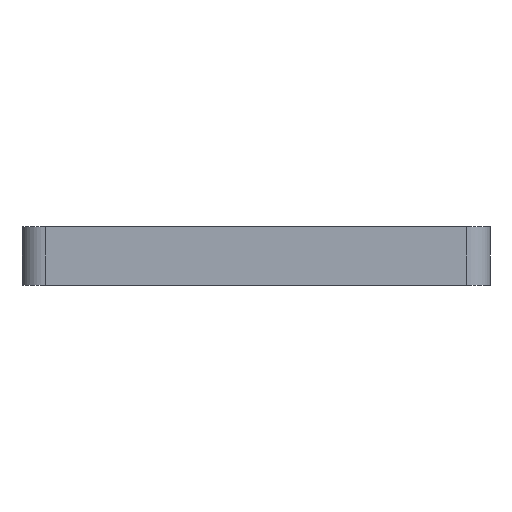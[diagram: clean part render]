
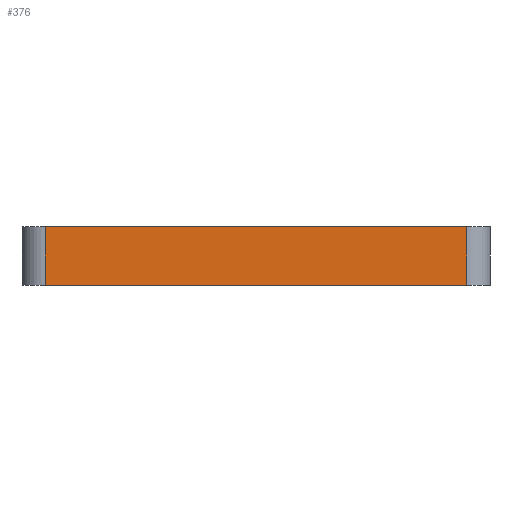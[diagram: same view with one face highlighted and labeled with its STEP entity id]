
A CAD part, left-side view. The second image highlights one B-rep face of the part: STEP entity #376.
In plain terms, the highlighted planar face has unit normal (-1, 0, 0).
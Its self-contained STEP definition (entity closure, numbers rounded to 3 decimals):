
#34 = VERTEX_POINT ( 'NONE', #666 ) ;
#62 = DIRECTION ( 'NONE',  ( 0., -1., 0. ) ) ;
#86 = DIRECTION ( 'NONE',  ( 0., 0., 1. ) ) ;
#129 = ORIENTED_EDGE ( 'NONE', *, *, #860, .F. ) ;
#145 = PLANE ( 'NONE',  #409 ) ;
#220 = CARTESIAN_POINT ( 'NONE',  ( -100., 20., 5. ) ) ;
#275 = EDGE_CURVE ( 'NONE', #561, #34, #541, .T. ) ;
#329 = LINE ( 'NONE', #828, #871 ) ;
#340 = LINE ( 'NONE', #682, #859 ) ;
#345 = CARTESIAN_POINT ( 'NONE',  ( -100., -18., 5. ) ) ;
#376 = ADVANCED_FACE ( 'NONE', ( #694 ), #145, .F. ) ;
#409 = AXIS2_PLACEMENT_3D ( 'NONE', #220, #436, #646 ) ;
#410 = EDGE_CURVE ( 'NONE', #34, #779, #340, .T. ) ;
#414 = ORIENTED_EDGE ( 'NONE', *, *, #696, .T. ) ;
#424 = VERTEX_POINT ( 'NONE', #345 ) ;
#436 = DIRECTION ( 'NONE',  ( 1., 0., 0. ) ) ;
#541 = LINE ( 'NONE', #678, #739 ) ;
#549 = EDGE_LOOP ( 'NONE', ( #129, #622, #702, #414 ) ) ;
#561 = VERTEX_POINT ( 'NONE', #664 ) ;
#614 = CARTESIAN_POINT ( 'NONE',  ( -100., 20., 5. ) ) ;
#622 = ORIENTED_EDGE ( 'NONE', *, *, #275, .T. ) ;
#637 = CARTESIAN_POINT ( 'NONE',  ( -100., -18., 0. ) ) ;
#646 = DIRECTION ( 'NONE',  ( 0., 1., 0. ) ) ;
#664 = CARTESIAN_POINT ( 'NONE',  ( -100., 18., 5. ) ) ;
#666 = CARTESIAN_POINT ( 'NONE',  ( -100., 18., 0. ) ) ;
#678 = CARTESIAN_POINT ( 'NONE',  ( -100., 18., 5. ) ) ;
#682 = CARTESIAN_POINT ( 'NONE',  ( -100., 20., 0. ) ) ;
#694 = FACE_OUTER_BOUND ( 'NONE', #549, .T. ) ;
#696 = EDGE_CURVE ( 'NONE', #779, #424, #329, .T. ) ;
#702 = ORIENTED_EDGE ( 'NONE', *, *, #410, .T. ) ;
#739 = VECTOR ( 'NONE', #819, 1000. ) ;
#779 = VERTEX_POINT ( 'NONE', #637 ) ;
#819 = DIRECTION ( 'NONE',  ( 0., 0., -1. ) ) ;
#824 = LINE ( 'NONE', #614, #850 ) ;
#828 = CARTESIAN_POINT ( 'NONE',  ( -100., -18., 5. ) ) ;
#850 = VECTOR ( 'NONE', #902, 1000. ) ;
#859 = VECTOR ( 'NONE', #62, 1000. ) ;
#860 = EDGE_CURVE ( 'NONE', #561, #424, #824, .T. ) ;
#871 = VECTOR ( 'NONE', #86, 1000. ) ;
#902 = DIRECTION ( 'NONE',  ( 0., -1., 0. ) ) ;
